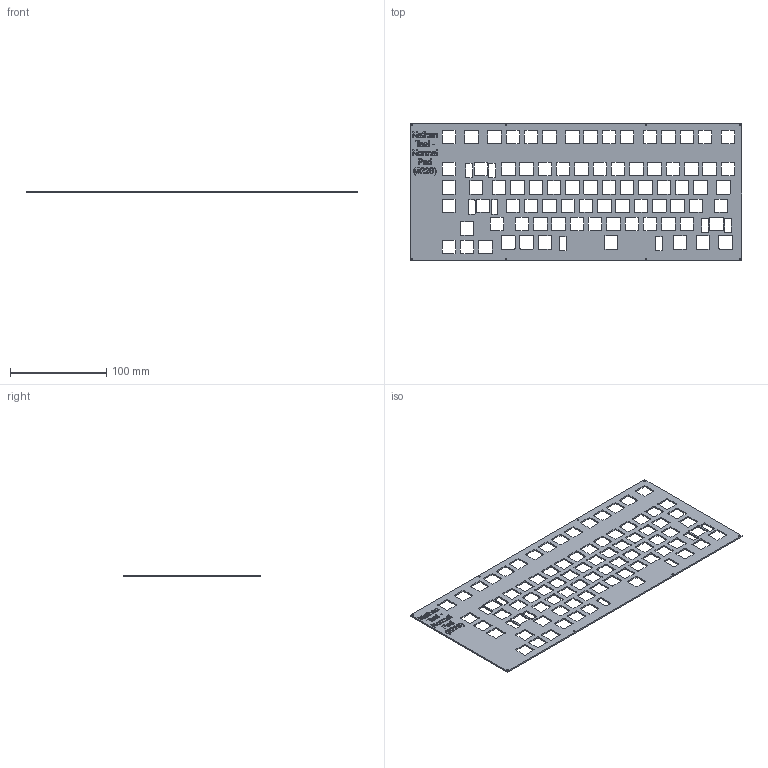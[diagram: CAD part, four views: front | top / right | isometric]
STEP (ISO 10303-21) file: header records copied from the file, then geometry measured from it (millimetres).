
FILE_DESCRIPTION(/* description */ (''),/* implementation_level */ '2;1');
FILE_NAME(/* name */ 'plate.step',/* time_stamp */ '2025-07-05T14:40:16-07:00',/* author */ (''),/* organization */ (''),/* preprocessor_version */ 'ST-DEVELOPER v20.1',/* originating_system */ 'Autodesk Translation Framework v14.10.0.0',/* authorisation */ '');
FILE_SCHEMA (('AUTOMOTIVE_DESIGN { 1 0 10303 214 3 1 1 }'));
Length unit declared in the file: millimetre
Products named in the file (1): plate
Bounding box: 345.29 x 143.35 x 1.5 mm (x, y, z)
Volume: 48679.7 mm3; surface area: 74533.7 mm2
Topology: 1 solids, 1 shells, 1346 faces, 3891 edges, 2594 vertices
Faces by surface type: plane 594, bspline 377, cylinder 375
Full cylindrical faces by diameter (mm): 0.419 x1, 0.461 x1, 1.385 x1, 1.537 x1, 1.623 x8, 3 x2, 20 x1
Entity records: 48240 total; most frequent: CARTESIAN_POINT 14241, ORIENTED_EDGE 7782, DIRECTION 5827, EDGE_CURVE 3891, VERTEX_POINT 2594, LINE 2387, VECTOR 2387, AXIS2_PLACEMENT_3D 1720
